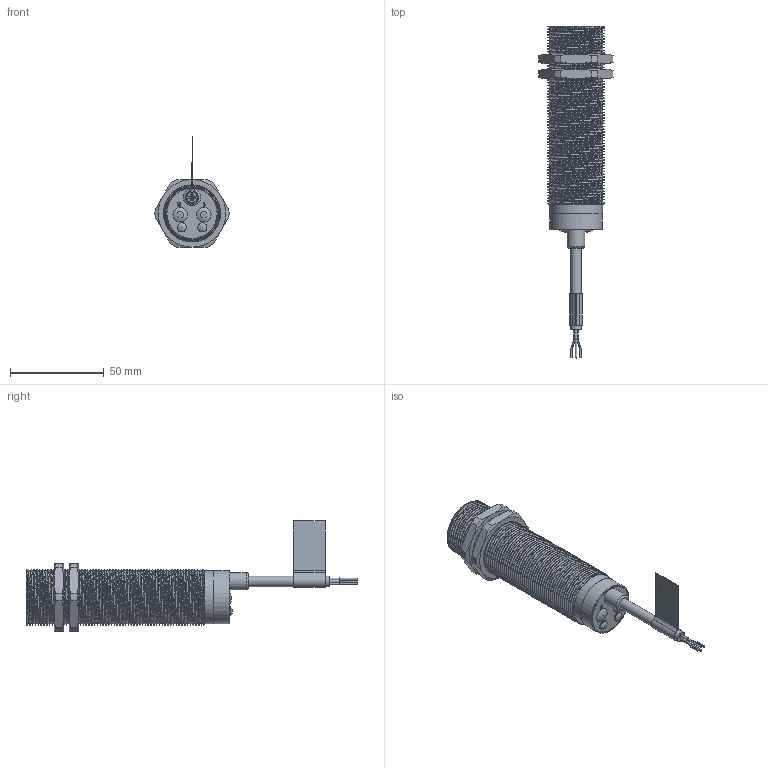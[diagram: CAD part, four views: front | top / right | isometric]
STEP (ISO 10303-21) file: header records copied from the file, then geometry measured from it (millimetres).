
FILE_DESCRIPTION(/* description */ ('Unknown'),/* implementation_level */ '2;1');
FILE_NAME(/* name */ 'ДПУ-М30-100У-4110-СА',/* time_stamp */ '2022-06-30T13:35:49+05:00',/* author */ ('Unknown'),/* organization */ ('Unknown'),/* preprocessor_version */ 'ST-DEVELOPER v16.7',/* originating_system */ 'Solid Edge',/* authorisation */ 'Unknown');
FILE_SCHEMA (('AUTOMOTIVE_DESIGN {1 0 10303 214 3 1 1}'));
Length unit declared in the file: millimetre
Products named in the file (13): ﾄﾏﾓ-ﾌ30-100ﾓ-4110-ﾑﾀ; À0.205 Êîðïóñ; Á0.124 Êðûøêà; Ïëàòà (ìàëåíüêàÿ); Screw_GOST_17473_80_1B_M2x6_v10.50; ﾎ0.008 ﾋ竟鈞 褪鮏韶萵; Ä0.010 Äåðæàòåëü; Ý6.025-03 Êàáåëü; Ð0.094 Ìåìáðàíà; Ê1.011 Ãàéêà Ì30õ1,5; 秖樄鞡錼懤艜 PH200F012; Êîëüöî 20,0õ1,0 (äëÿ äèàìåòðà 30); Ýòèêåòêà 70õ17 íà êàáåëü Ô6,2
Assembly tree (16 placements, depth 2):
  ﾄﾏﾓ-ﾌ30-100ﾓ-4110-ﾑﾀ
    À0.205 Êîðïóñ
    Á0.124 Êðûøêà
    Ïëàòà (ìàëåíüêàÿ)
    Screw_GOST_17473_80_1B_M2x6_v10.50  x3
    ﾎ0.008 ﾋ竟鈞 褪鮏韶萵  x2
    Ä0.010 Äåðæàòåëü
    Ý6.025-03 Êàáåëü
    Ð0.094 Ìåìáðàíà
    Ê1.011 Ãàéêà Ì30õ1,5  x2
    秖樄鞡錼懤艜 PH200F012
    Êîëüöî 20,0õ1,0 (äëÿ äèàìåòðà 30)
    Ýòèêåòêà 70õ17 íà êàáåëü Ô6,2
Bounding box: 39.48 x 176.8 x 58.7 mm (x, y, z)
Volume: 41922 mm3; surface area: 44202.2 mm2
Topology: 18 solids, 18 shells, 435 faces, 970 edges, 629 vertices
Faces by surface type: plane 191, cylinder 127, cone 60, torus 24, bspline 22, sphere 11
Full cylindrical faces by diameter (mm): 0.6 x2, 0.9 x2, 1 x2, 1.8 x3, 2 x16, 2.2 x3, 3.1 x2, 3.4 x2, 3.8 x5, 4.2 x2, 4.3 x2, 4.4 x2, 4.5 x1, 4.9 x2, 5 x1, 5.6 x1, 6 x1, 7.6 x2, 7.746 x2, 9.2 x1, 19.2 x4, 22.3 x2, 23.3 x1, 25.3 x1, 25.4 x1, 25.5 x1, 26.7 x4, 26.75 x2, 26.8 x1, 27.2 x1
Entity records: 17472 total; most frequent: CARTESIAN_POINT 8908, DIRECTION 1626, ORIENTED_EDGE 1306, AXIS2_PLACEMENT_3D 670, EDGE_CURVE 653, FACE_BOUND 583, EDGE_LOOP 582, VERTEX_POINT 490
